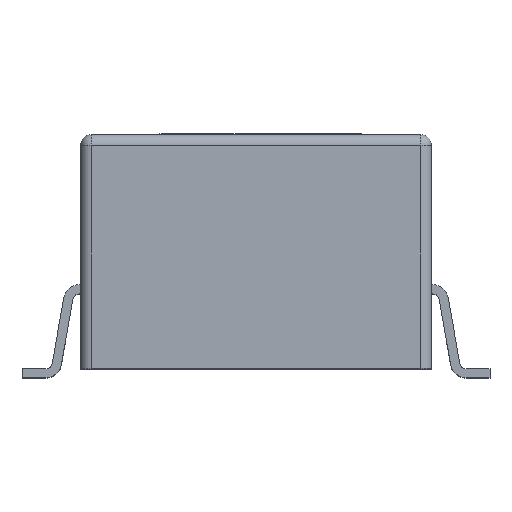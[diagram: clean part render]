
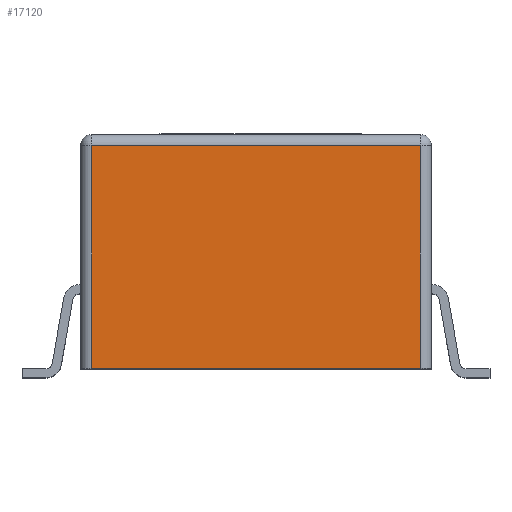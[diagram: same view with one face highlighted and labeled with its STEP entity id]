
A CAD part, top view. The second image highlights one B-rep face of the part: STEP entity #17120.
In plain terms, the highlighted planar face has unit normal (0, 0, 1).
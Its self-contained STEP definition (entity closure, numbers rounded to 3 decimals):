
#1311 = PLANE ( 'NONE',  #20725 ) ;
#2173 = ORIENTED_EDGE ( 'NONE', *, *, #14030, .F. ) ;
#3983 = ORIENTED_EDGE ( 'NONE', *, *, #23933, .T. ) ;
#5369 = DIRECTION ( 'NONE',  ( -1., 0., 0. ) ) ;
#5612 = EDGE_CURVE ( 'NONE', #6319, #21517, #10696, .T. ) ;
#6319 = VERTEX_POINT ( 'NONE', #10329 ) ;
#6813 = VECTOR ( 'NONE', #5369, 1000. ) ;
#7178 = VECTOR ( 'NONE', #12787, 1000. ) ;
#7222 = VERTEX_POINT ( 'NONE', #20944 ) ;
#8041 = CARTESIAN_POINT ( 'NONE',  ( -4.76, 6.05, 4.445 ) ) ;
#8740 = EDGE_CURVE ( 'NONE', #21517, #10553, #18201, .T. ) ;
#10094 = VECTOR ( 'NONE', #10621, 1000. ) ;
#10109 = CARTESIAN_POINT ( 'NONE',  ( -4.46, 0., 4.445 ) ) ;
#10114 = CARTESIAN_POINT ( 'NONE',  ( -4.46, 6.05, 4.445 ) ) ;
#10329 = CARTESIAN_POINT ( 'NONE',  ( 4.46, 6.05, 4.445 ) ) ;
#10553 = VERTEX_POINT ( 'NONE', #10109 ) ;
#10621 = DIRECTION ( 'NONE',  ( 0., 1., 0. ) ) ;
#10696 = LINE ( 'NONE', #8041, #6813 ) ;
#12787 = DIRECTION ( 'NONE',  ( 0., -1., 0. ) ) ;
#13304 = CARTESIAN_POINT ( 'NONE',  ( 4.46, 6.35, 4.445 ) ) ;
#13928 = FACE_OUTER_BOUND ( 'NONE', #21742, .T. ) ;
#14030 = EDGE_CURVE ( 'NONE', #7222, #10553, #25989, .T. ) ;
#15491 = CARTESIAN_POINT ( 'NONE',  ( -4.46, 0., 4.445 ) ) ;
#17120 = ADVANCED_FACE ( 'NONE', ( #13928 ), #1311, .T. ) ;
#18201 = LINE ( 'NONE', #15491, #7178 ) ;
#18705 = LINE ( 'NONE', #13304, #10094 ) ;
#19353 = VECTOR ( 'NONE', #20633, 1000. ) ;
#19442 = DIRECTION ( 'NONE',  ( 1., 0., 0. ) ) ;
#20633 = DIRECTION ( 'NONE',  ( -1., 0., 0. ) ) ;
#20725 = AXIS2_PLACEMENT_3D ( 'NONE', #24797, #22112, #19442 ) ;
#20944 = CARTESIAN_POINT ( 'NONE',  ( 4.46, 0., 4.445 ) ) ;
#21517 = VERTEX_POINT ( 'NONE', #10114 ) ;
#21742 = EDGE_LOOP ( 'NONE', ( #23835, #24092, #2173, #3983 ) ) ;
#22112 = DIRECTION ( 'NONE',  ( 0., 0., 1. ) ) ;
#23305 = CARTESIAN_POINT ( 'NONE',  ( 4.76, 0., 4.445 ) ) ;
#23835 = ORIENTED_EDGE ( 'NONE', *, *, #5612, .T. ) ;
#23933 = EDGE_CURVE ( 'NONE', #7222, #6319, #18705, .T. ) ;
#24092 = ORIENTED_EDGE ( 'NONE', *, *, #8740, .T. ) ;
#24797 = CARTESIAN_POINT ( 'NONE',  ( 4.76, 6.35, 4.445 ) ) ;
#25989 = LINE ( 'NONE', #23305, #19353 ) ;
